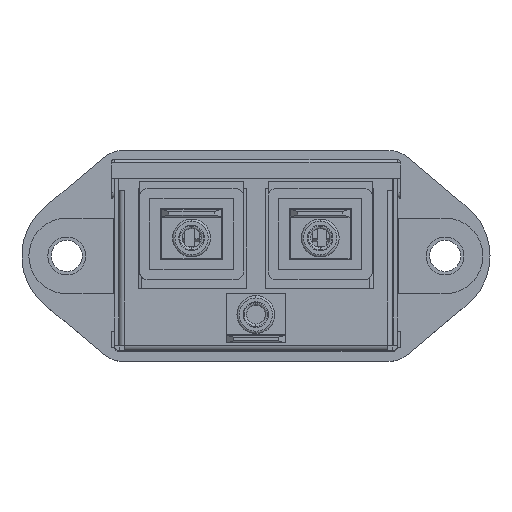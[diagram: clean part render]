
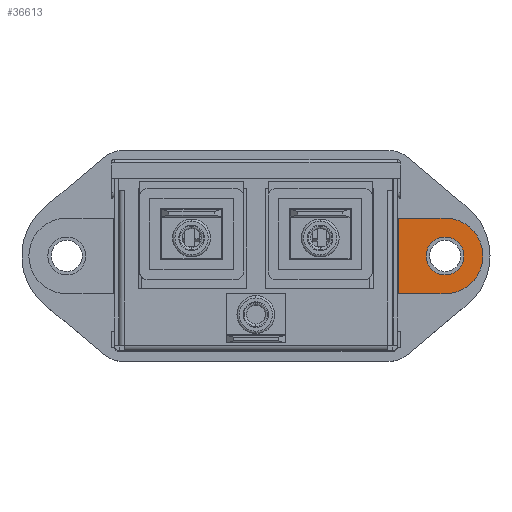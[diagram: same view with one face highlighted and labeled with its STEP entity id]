
A CAD part, top view. The second image highlights one B-rep face of the part: STEP entity #36613.
In plain terms, the highlighted planar face has unit normal (0, 0, 1).
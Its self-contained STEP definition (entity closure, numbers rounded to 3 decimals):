
#1635 = CARTESIAN_POINT ( 'NONE',  ( 20., 0.15, -56.1 ) ) ;
#1636 = DIRECTION ( 'NONE',  ( 0., 0., -1. ) ) ;
#1637 = DIRECTION ( 'NONE',  ( 1., 0., 0. ) ) ;
#15199 = CIRCLE ( 'NONE', #15201, 2. ) ;
#15201 = AXIS2_PLACEMENT_3D ( 'NONE', #24910, #24911, #24912 ) ;
#15204 = CIRCLE ( 'NONE', #15208, 4. ) ;
#15208 = AXIS2_PLACEMENT_3D ( 'NONE', #24925, #24926, #24927 ) ;
#15210 = VECTOR ( 'NONE', #24934, 1000. ) ;
#15211 = VECTOR ( 'NONE', #24951, 1000. ) ;
#15215 = VECTOR ( 'NONE', #24949, 1000. ) ;
#15789 = CARTESIAN_POINT ( 'NONE',  ( 18., 0.15, -56.1 ) ) ;
#15841 = CARTESIAN_POINT ( 'NONE',  ( 20., -3.85, -56.1 ) ) ;
#15936 = CARTESIAN_POINT ( 'NONE',  ( 22., 0.15, -56.1 ) ) ;
#15937 = CARTESIAN_POINT ( 'NONE',  ( 20., 4.15, -56.1 ) ) ;
#17105 = VERTEX_POINT ( 'NONE', #15789 ) ;
#17157 = VERTEX_POINT ( 'NONE', #15841 ) ;
#17252 = VERTEX_POINT ( 'NONE', #15936 ) ;
#17253 = VERTEX_POINT ( 'NONE', #15937 ) ;
#17617 = CIRCLE ( 'NONE', #17619, 2. ) ;
#17619 = AXIS2_PLACEMENT_3D ( 'NONE', #1635, #1636, #1637 ) ;
#18776 = CARTESIAN_POINT ( 'NONE',  ( 20., 0.15, -56.1 ) ) ;
#18793 = FACE_OUTER_BOUND ( 'NONE', #23895, .T. ) ;
#18814 = FACE_BOUND ( 'NONE', #23866, .T. ) ;
#18818 = PLANE ( 'NONE',  #22889 ) ;
#18823 = DIRECTION ( 'NONE',  ( 0., 0., -1. ) ) ;
#18826 = DIRECTION ( 'NONE',  ( -1., 0., 0. ) ) ;
#21500 = CARTESIAN_POINT ( 'NONE',  ( 15.05, 4.15, -56.1 ) ) ;
#21662 = CARTESIAN_POINT ( 'NONE',  ( 15.05, -3.85, -56.1 ) ) ;
#22889 = AXIS2_PLACEMENT_3D ( 'NONE', #18776, #18823, #18826 ) ;
#23866 = EDGE_LOOP ( 'NONE', ( #30673, #30678 ) ) ;
#23895 = EDGE_LOOP ( 'NONE', ( #30682, #30845, #30823, #30689 ) ) ;
#24910 = CARTESIAN_POINT ( 'NONE',  ( 20., 0.15, -56.1 ) ) ;
#24911 = DIRECTION ( 'NONE',  ( 0., 0., -1. ) ) ;
#24912 = DIRECTION ( 'NONE',  ( 1., 0., 0. ) ) ;
#24922 = LINE ( 'NONE', #24950, #15211 ) ;
#24925 = CARTESIAN_POINT ( 'NONE',  ( 20., 0.15, -56.1 ) ) ;
#24926 = DIRECTION ( 'NONE',  ( 0., 0., -1. ) ) ;
#24927 = DIRECTION ( 'NONE',  ( -1., 0., 0. ) ) ;
#24932 = LINE ( 'NONE', #24933, #15210 ) ;
#24933 = CARTESIAN_POINT ( 'NONE',  ( 15., -3.85, -56.1 ) ) ;
#24934 = DIRECTION ( 'NONE',  ( -1., 0., 0. ) ) ;
#24946 = LINE ( 'NONE', #24948, #15215 ) ;
#24948 = CARTESIAN_POINT ( 'NONE',  ( 15., 4.15, -56.1 ) ) ;
#24949 = DIRECTION ( 'NONE',  ( -1., 0., 0. ) ) ;
#24950 = CARTESIAN_POINT ( 'NONE',  ( 15.05, -3.85, -56.1 ) ) ;
#24951 = DIRECTION ( 'NONE',  ( 0., -1., 0. ) ) ;
#30339 = VERTEX_POINT ( 'NONE', #21500 ) ;
#30613 = VERTEX_POINT ( 'NONE', #21662 ) ;
#30673 = ORIENTED_EDGE ( 'NONE', *, *, #33735, .T. ) ;
#30678 = ORIENTED_EDGE ( 'NONE', *, *, #36819, .T. ) ;
#30682 = ORIENTED_EDGE ( 'NONE', *, *, #33747, .T. ) ;
#30689 = ORIENTED_EDGE ( 'NONE', *, *, #33739, .F. ) ;
#30823 = ORIENTED_EDGE ( 'NONE', *, *, #33742, .F. ) ;
#30845 = ORIENTED_EDGE ( 'NONE', *, *, #33748, .T. ) ;
#33735 = EDGE_CURVE ( 'NONE', #17105, #17252, #15199, .T. ) ;
#33739 = EDGE_CURVE ( 'NONE', #17253, #17157, #15204, .T. ) ;
#33742 = EDGE_CURVE ( 'NONE', #17157, #30613, #24932, .T. ) ;
#33747 = EDGE_CURVE ( 'NONE', #17253, #30339, #24946, .T. ) ;
#33748 = EDGE_CURVE ( 'NONE', #30339, #30613, #24922, .T. ) ;
#36613 = ADVANCED_FACE ( 'NONE', ( #18814, #18793 ), #18818, .F. ) ;
#36819 = EDGE_CURVE ( 'NONE', #17252, #17105, #17617, .T. ) ;
